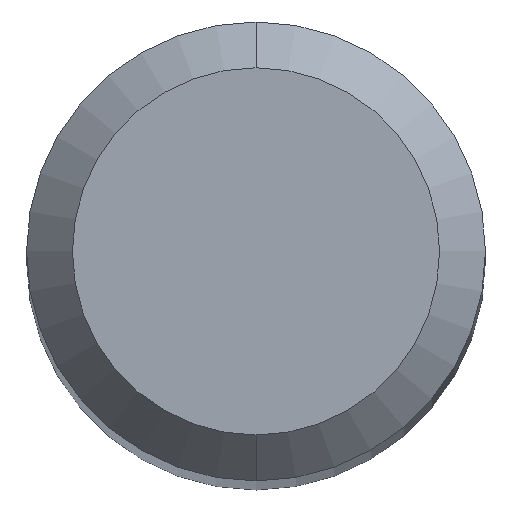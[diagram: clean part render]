
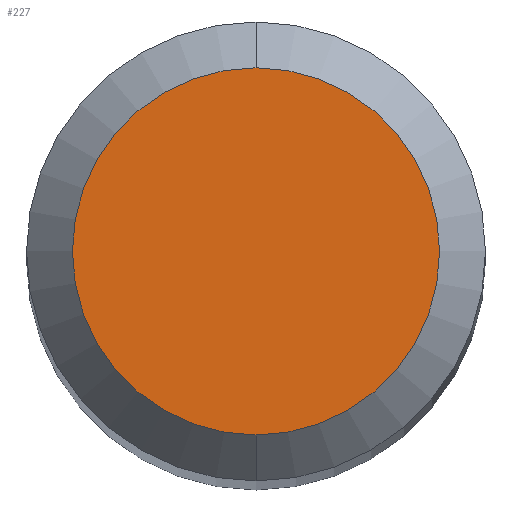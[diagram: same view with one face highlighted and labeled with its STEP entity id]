
A CAD part, top view. The second image highlights one B-rep face of the part: STEP entity #227.
In plain terms, the highlighted planar face has unit normal (0, 0, 1).
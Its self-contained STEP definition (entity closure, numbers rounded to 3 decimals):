
#227=ADVANCED_FACE('',(#538),#539,.T.);
#323=VERTEX_POINT('',#642);
#345=VERTEX_POINT('',#666);
#375=EDGE_CURVE('',#323,#345,#702,.T.);
#411=EDGE_CURVE('',#345,#323,#744,.T.);
#538=FACE_OUTER_BOUND('',#941,.T.);
#539=PLANE('',#942);
#642=CARTESIAN_POINT('',(0.0,1.2,0.0));
#666=CARTESIAN_POINT('',(0.,-1.2,0.0));
#702=CIRCLE('',#1292,1.2);
#744=CIRCLE('',#1348,1.2);
#941=EDGE_LOOP('',(#1494,#1495));
#942=AXIS2_PLACEMENT_3D('',#1496,#1497,#1498);
#1292=AXIS2_PLACEMENT_3D('',#1666,#1667,#1668);
#1348=AXIS2_PLACEMENT_3D('',#1758,#1759,#1760);
#1494=ORIENTED_EDGE('',*,*,#375,.F.);
#1495=ORIENTED_EDGE('',*,*,#411,.F.);
#1496=CARTESIAN_POINT('',(0.0,0.6,0.0));
#1497=DIRECTION('',(-0.0,0.0,1.0));
#1498=DIRECTION('',(0.0,-1.0,0.0));
#1666=CARTESIAN_POINT('',(0.0,0.0,0.0));
#1667=DIRECTION('',(0.0,0.0,-1.0));
#1668=DIRECTION('',(0.0,1.0,0.0));
#1758=CARTESIAN_POINT('',(0.0,0.0,0.0));
#1759=DIRECTION('',(0.0,0.0,-1.0));
#1760=DIRECTION('',(0.0,1.0,0.0));
